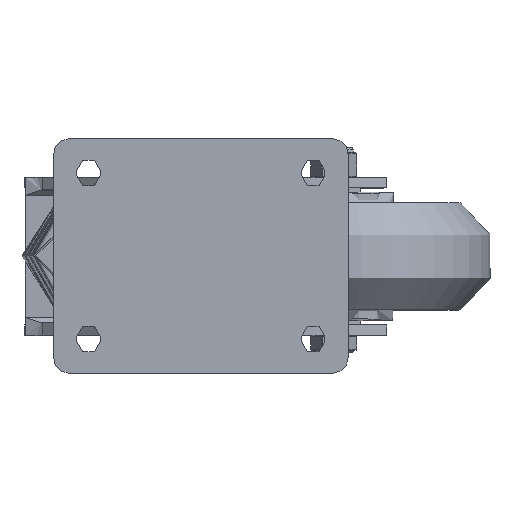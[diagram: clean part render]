
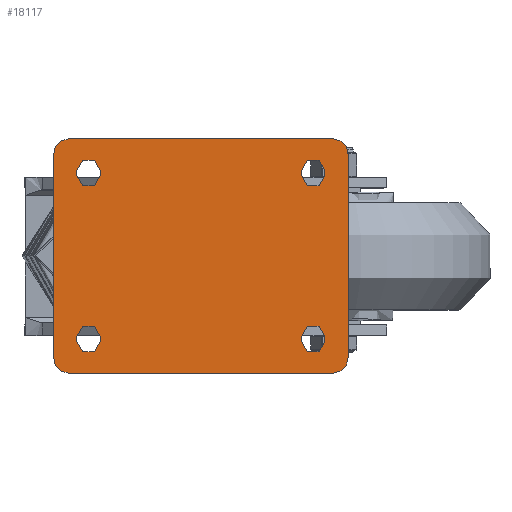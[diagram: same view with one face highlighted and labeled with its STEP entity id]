
A CAD part, top view. The second image highlights one B-rep face of the part: STEP entity #18117.
In plain terms, the highlighted planar face has unit normal (0, 0, 1).
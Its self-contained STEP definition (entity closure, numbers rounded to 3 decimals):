
#888=FACE_BOUND('',#3508,.T.);
#889=FACE_BOUND('',#3509,.T.);
#890=FACE_BOUND('',#3510,.T.);
#891=FACE_BOUND('',#3511,.T.);
#1054=PLANE('',#19598);
#2355=FACE_OUTER_BOUND('',#3507,.T.);
#3507=EDGE_LOOP('',(#12429,#12430,#12431,#12432,#12433,#12434,#12435,#12436));
#3508=EDGE_LOOP('',(#12437,#12438,#12439,#12440));
#3509=EDGE_LOOP('',(#12441,#12442,#12443,#12444));
#3510=EDGE_LOOP('',(#12445,#12446,#12447,#12448));
#3511=EDGE_LOOP('',(#12449,#12450,#12451,#12452));
#4845=LINE('',#26154,#5853);
#4846=LINE('',#26158,#5854);
#4847=LINE('',#26162,#5855);
#4848=LINE('',#26165,#5856);
#4849=LINE('',#26168,#5857);
#4850=LINE('',#26172,#5858);
#4851=LINE('',#26176,#5859);
#4852=LINE('',#26180,#5860);
#4853=LINE('',#26184,#5861);
#4854=LINE('',#26188,#5862);
#4855=LINE('',#26192,#5863);
#4856=LINE('',#26196,#5864);
#5853=VECTOR('',#21565,1000.);
#5854=VECTOR('',#21568,1000.);
#5855=VECTOR('',#21571,1000.);
#5856=VECTOR('',#21574,1000.);
#5857=VECTOR('',#21575,1000.);
#5858=VECTOR('',#21578,1000.);
#5859=VECTOR('',#21581,1000.);
#5860=VECTOR('',#21584,1000.);
#5861=VECTOR('',#21587,1000.);
#5862=VECTOR('',#21590,1000.);
#5863=VECTOR('',#21593,1000.);
#5864=VECTOR('',#21596,1000.);
#6835=CIRCLE('',#19599,8.);
#6836=CIRCLE('',#19600,8.);
#6837=CIRCLE('',#19601,8.);
#6838=CIRCLE('',#19602,8.);
#6839=CIRCLE('',#19603,5.5);
#6840=CIRCLE('',#19604,5.5);
#6841=CIRCLE('',#19605,5.5);
#6842=CIRCLE('',#19606,5.5);
#6843=CIRCLE('',#19607,5.5);
#6844=CIRCLE('',#19608,5.5);
#6845=CIRCLE('',#19609,5.5);
#6846=CIRCLE('',#19610,5.5);
#7746=VERTEX_POINT('',#26150);
#7747=VERTEX_POINT('',#26151);
#7748=VERTEX_POINT('',#26153);
#7749=VERTEX_POINT('',#26155);
#7750=VERTEX_POINT('',#26157);
#7751=VERTEX_POINT('',#26159);
#7752=VERTEX_POINT('',#26161);
#7753=VERTEX_POINT('',#26163);
#7754=VERTEX_POINT('',#26166);
#7755=VERTEX_POINT('',#26167);
#7756=VERTEX_POINT('',#26169);
#7757=VERTEX_POINT('',#26171);
#7758=VERTEX_POINT('',#26174);
#7759=VERTEX_POINT('',#26175);
#7760=VERTEX_POINT('',#26177);
#7761=VERTEX_POINT('',#26179);
#7762=VERTEX_POINT('',#26182);
#7763=VERTEX_POINT('',#26183);
#7764=VERTEX_POINT('',#26185);
#7765=VERTEX_POINT('',#26187);
#7766=VERTEX_POINT('',#26190);
#7767=VERTEX_POINT('',#26191);
#7768=VERTEX_POINT('',#26193);
#7769=VERTEX_POINT('',#26195);
#9556=EDGE_CURVE('',#7746,#7747,#6835,.T.);
#9557=EDGE_CURVE('',#7748,#7746,#4845,.T.);
#9558=EDGE_CURVE('',#7749,#7748,#6836,.T.);
#9559=EDGE_CURVE('',#7750,#7749,#4846,.T.);
#9560=EDGE_CURVE('',#7751,#7750,#6837,.T.);
#9561=EDGE_CURVE('',#7752,#7751,#4847,.T.);
#9562=EDGE_CURVE('',#7753,#7752,#6838,.T.);
#9563=EDGE_CURVE('',#7747,#7753,#4848,.T.);
#9564=EDGE_CURVE('',#7754,#7755,#4849,.T.);
#9565=EDGE_CURVE('',#7755,#7756,#6839,.T.);
#9566=EDGE_CURVE('',#7756,#7757,#4850,.T.);
#9567=EDGE_CURVE('',#7757,#7754,#6840,.T.);
#9568=EDGE_CURVE('',#7758,#7759,#4851,.T.);
#9569=EDGE_CURVE('',#7759,#7760,#6841,.T.);
#9570=EDGE_CURVE('',#7760,#7761,#4852,.T.);
#9571=EDGE_CURVE('',#7761,#7758,#6842,.T.);
#9572=EDGE_CURVE('',#7762,#7763,#4853,.T.);
#9573=EDGE_CURVE('',#7763,#7764,#6843,.T.);
#9574=EDGE_CURVE('',#7764,#7765,#4854,.T.);
#9575=EDGE_CURVE('',#7765,#7762,#6844,.T.);
#9576=EDGE_CURVE('',#7766,#7767,#4855,.T.);
#9577=EDGE_CURVE('',#7767,#7768,#6845,.T.);
#9578=EDGE_CURVE('',#7768,#7769,#4856,.T.);
#9579=EDGE_CURVE('',#7769,#7766,#6846,.T.);
#12429=ORIENTED_EDGE('',*,*,#9556,.F.);
#12430=ORIENTED_EDGE('',*,*,#9557,.F.);
#12431=ORIENTED_EDGE('',*,*,#9558,.F.);
#12432=ORIENTED_EDGE('',*,*,#9559,.F.);
#12433=ORIENTED_EDGE('',*,*,#9560,.F.);
#12434=ORIENTED_EDGE('',*,*,#9561,.F.);
#12435=ORIENTED_EDGE('',*,*,#9562,.F.);
#12436=ORIENTED_EDGE('',*,*,#9563,.F.);
#12437=ORIENTED_EDGE('',*,*,#9564,.T.);
#12438=ORIENTED_EDGE('',*,*,#9565,.T.);
#12439=ORIENTED_EDGE('',*,*,#9566,.T.);
#12440=ORIENTED_EDGE('',*,*,#9567,.T.);
#12441=ORIENTED_EDGE('',*,*,#9568,.T.);
#12442=ORIENTED_EDGE('',*,*,#9569,.T.);
#12443=ORIENTED_EDGE('',*,*,#9570,.T.);
#12444=ORIENTED_EDGE('',*,*,#9571,.T.);
#12445=ORIENTED_EDGE('',*,*,#9572,.T.);
#12446=ORIENTED_EDGE('',*,*,#9573,.T.);
#12447=ORIENTED_EDGE('',*,*,#9574,.T.);
#12448=ORIENTED_EDGE('',*,*,#9575,.T.);
#12449=ORIENTED_EDGE('',*,*,#9576,.T.);
#12450=ORIENTED_EDGE('',*,*,#9577,.T.);
#12451=ORIENTED_EDGE('',*,*,#9578,.T.);
#12452=ORIENTED_EDGE('',*,*,#9579,.T.);
#18117=ADVANCED_FACE('',(#2355,#888,#889,#890,#891),#1054,.T.);
#19598=AXIS2_PLACEMENT_3D('',#26149,#21561,#21562);
#19599=AXIS2_PLACEMENT_3D('',#26152,#21563,#21564);
#19600=AXIS2_PLACEMENT_3D('',#26156,#21566,#21567);
#19601=AXIS2_PLACEMENT_3D('',#26160,#21569,#21570);
#19602=AXIS2_PLACEMENT_3D('',#26164,#21572,#21573);
#19603=AXIS2_PLACEMENT_3D('',#26170,#21576,#21577);
#19604=AXIS2_PLACEMENT_3D('',#26173,#21579,#21580);
#19605=AXIS2_PLACEMENT_3D('',#26178,#21582,#21583);
#19606=AXIS2_PLACEMENT_3D('',#26181,#21585,#21586);
#19607=AXIS2_PLACEMENT_3D('',#26186,#21588,#21589);
#19608=AXIS2_PLACEMENT_3D('',#26189,#21591,#21592);
#19609=AXIS2_PLACEMENT_3D('',#26194,#21594,#21595);
#19610=AXIS2_PLACEMENT_3D('',#26197,#21597,#21598);
#21561=DIRECTION('center_axis',(0.,0.,1.));
#21562=DIRECTION('ref_axis',(-1.,0.,0.));
#21563=DIRECTION('center_axis',(0.,0.,-1.));
#21564=DIRECTION('ref_axis',(0.,1.,0.));
#21565=DIRECTION('',(1.,0.,0.));
#21566=DIRECTION('center_axis',(0.,0.,-1.));
#21567=DIRECTION('ref_axis',(-1.,0.,0.));
#21568=DIRECTION('',(0.,1.,0.));
#21569=DIRECTION('center_axis',(0.,0.,-1.));
#21570=DIRECTION('ref_axis',(0.,-1.,0.));
#21571=DIRECTION('',(-1.,0.,0.));
#21572=DIRECTION('center_axis',(0.,0.,-1.));
#21573=DIRECTION('ref_axis',(1.,0.,0.));
#21574=DIRECTION('',(0.,-1.,0.));
#21575=DIRECTION('',(0.,-1.,0.));
#21576=DIRECTION('center_axis',(0.,0.,-1.));
#21577=DIRECTION('ref_axis',(1.,0.,0.));
#21578=DIRECTION('',(0.,1.,0.));
#21579=DIRECTION('center_axis',(0.,0.,-1.));
#21580=DIRECTION('ref_axis',(1.,0.,0.));
#21581=DIRECTION('',(0.,1.,0.));
#21582=DIRECTION('center_axis',(0.,0.,-1.));
#21583=DIRECTION('ref_axis',(1.,0.,0.));
#21584=DIRECTION('',(0.,-1.,0.));
#21585=DIRECTION('center_axis',(0.,0.,-1.));
#21586=DIRECTION('ref_axis',(1.,0.,0.));
#21587=DIRECTION('',(0.,-1.,0.));
#21588=DIRECTION('center_axis',(0.,0.,-1.));
#21589=DIRECTION('ref_axis',(-1.,0.,0.));
#21590=DIRECTION('',(0.,1.,0.));
#21591=DIRECTION('center_axis',(0.,0.,-1.));
#21592=DIRECTION('ref_axis',(-1.,0.,0.));
#21593=DIRECTION('',(0.,1.,0.));
#21594=DIRECTION('center_axis',(0.,0.,-1.));
#21595=DIRECTION('ref_axis',(-1.,0.,0.));
#21596=DIRECTION('',(0.,-1.,0.));
#21597=DIRECTION('center_axis',(0.,0.,-1.));
#21598=DIRECTION('ref_axis',(-1.,0.,0.));
#26149=CARTESIAN_POINT('Origin',(-7.13,0.,
0.));
#26150=CARTESIAN_POINT('',(53.87,55.,0.));
#26151=CARTESIAN_POINT('',(61.87,47.,0.));
#26152=CARTESIAN_POINT('Origin',(53.87,47.,0.));
#26153=CARTESIAN_POINT('',(-68.13,55.,0.));
#26154=CARTESIAN_POINT('',(-68.13,55.,0.));
#26155=CARTESIAN_POINT('',(-76.13,47.,0.));
#26156=CARTESIAN_POINT('Origin',(-68.13,47.,0.));
#26157=CARTESIAN_POINT('',(-76.13,-47.,0.));
#26158=CARTESIAN_POINT('',(-76.13,-47.,0.));
#26159=CARTESIAN_POINT('',(-68.13,-55.,0.));
#26160=CARTESIAN_POINT('Origin',(-68.13,-47.,0.));
#26161=CARTESIAN_POINT('',(53.87,-55.,0.));
#26162=CARTESIAN_POINT('',(53.87,-55.,0.));
#26163=CARTESIAN_POINT('',(61.87,-47.,0.));
#26164=CARTESIAN_POINT('Origin',(53.87,-47.,0.));
#26165=CARTESIAN_POINT('',(61.87,47.,0.));
#26166=CARTESIAN_POINT('',(-54.13,40.,0.));
#26167=CARTESIAN_POINT('',(-54.13,37.5,0.));
#26168=CARTESIAN_POINT('',(-54.13,40.,0.));
#26169=CARTESIAN_POINT('',(-65.13,37.5,0.));
#26170=CARTESIAN_POINT('Origin',(-59.63,37.5,0.));
#26171=CARTESIAN_POINT('',(-65.13,40.,0.));
#26172=CARTESIAN_POINT('',(-65.13,40.,0.));
#26173=CARTESIAN_POINT('Origin',(-59.63,40.,0.));
#26174=CARTESIAN_POINT('',(-65.13,-40.,0.));
#26175=CARTESIAN_POINT('',(-65.13,-37.5,0.));
#26176=CARTESIAN_POINT('',(-65.13,-40.,0.));
#26177=CARTESIAN_POINT('',(-54.13,-37.5,0.));
#26178=CARTESIAN_POINT('Origin',(-59.63,-37.5,0.));
#26179=CARTESIAN_POINT('',(-54.13,-40.,0.));
#26180=CARTESIAN_POINT('',(-54.13,-40.,0.));
#26181=CARTESIAN_POINT('Origin',(-59.63,-40.,0.));
#26182=CARTESIAN_POINT('',(50.87,40.,0.));
#26183=CARTESIAN_POINT('',(50.87,37.5,0.));
#26184=CARTESIAN_POINT('',(50.87,40.,0.));
#26185=CARTESIAN_POINT('',(39.87,37.5,0.));
#26186=CARTESIAN_POINT('Origin',(45.37,37.5,0.));
#26187=CARTESIAN_POINT('',(39.87,40.,0.));
#26188=CARTESIAN_POINT('',(39.87,40.,0.));
#26189=CARTESIAN_POINT('Origin',(45.37,40.,0.));
#26190=CARTESIAN_POINT('',(39.87,-40.,0.));
#26191=CARTESIAN_POINT('',(39.87,-37.5,0.));
#26192=CARTESIAN_POINT('',(39.87,-40.,0.));
#26193=CARTESIAN_POINT('',(50.87,-37.5,0.));
#26194=CARTESIAN_POINT('Origin',(45.37,-37.5,0.));
#26195=CARTESIAN_POINT('',(50.87,-40.,0.));
#26196=CARTESIAN_POINT('',(50.87,-40.,0.));
#26197=CARTESIAN_POINT('Origin',(45.37,-40.,0.));
